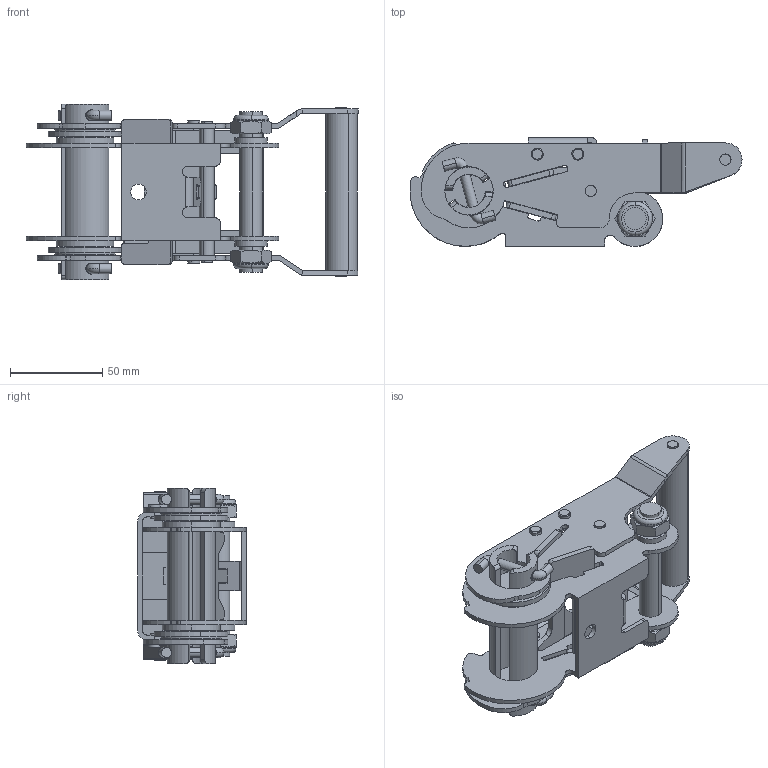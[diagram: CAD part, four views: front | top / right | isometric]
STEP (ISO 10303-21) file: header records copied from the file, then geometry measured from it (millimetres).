
FILE_DESCRIPTION (( 'STEP AP203' ), '1' );
FILE_NAME ('C-1998-1.STEP', '2012-06-04T02:11:13', ( '11sw' ), ( 'タキゲン製造株式会社' ), 'SwSTEP 2.0', 'SolidWorks 2011', '' );
FILE_SCHEMA (( 'CONFIG_CONTROL_DESIGN' ));
Length unit declared in the file: millimetre
Products named in the file (17): C-1998-1ギアー_; C-1998-1ハンドル補強シャフト_; C-1998-1リベット_; C-1998-1僌儕僢僾僔儍僼僩_; C-1998-1グリップ_; C-1998-1取巻軸固定ピン_; C-1998-1巻取軸_; C-1998-1儔僠僃僢僩_; C-1998-1ボルト_; C-1998-1僴儞僪儖R_; C-1998-1ハンドル_; C-1998-1僗僾儕儞僌僴儞僈乕_; C-1998-1本体_; C-1998-1; 六角ナットM12（3種）_JIS B 1181 Hexagon nut - Class 1 Finished M12 --N; C-1998-1僊傾嬱摦儗僶乕_; C-1998-1儚僢僔儍乕_
Assembly tree (24 placements, depth 2):
  C-1998-1
    C-1998-1リベット_  x4
    C-1998-1ボルト_
    六角ナットM12（3種）_JIS B 1181 Hexagon nut - Class 1 Finished M12 --N  x2
    C-1998-1本体_
    C-1998-1僴儞僪儖R_
    C-1998-1僌儕僢僾僔儍僼僩_
    C-1998-1僊傾嬱摦儗僶乕_
    C-1998-1儚僢僔儍乕_  x2
    C-1998-1ギアー_  x2
    C-1998-1ハンドル_
    C-1998-1取巻軸固定ピン_  x2
    C-1998-1僗僾儕儞僌僴儞僈乕_
    C-1998-1グリップ_
    C-1998-1巻取軸_  x2
    C-1998-1儔僠僃僢僩_
    C-1998-1ハンドル補強シャフト_
Bounding box: 180 x 59 x 95 mm (x, y, z)
Volume: 144186.1 mm3; surface area: 110057.2 mm2
Topology: 24 solids, 24 shells, 593 faces, 1533 edges, 1002 vertices
Faces by surface type: cylinder 315, plane 226, cone 40, torus 12
Entity records: 17680 total; most frequent: CARTESIAN_POINT 3185, DIRECTION 2744, ORIENTED_EDGE 2550, EDGE_CURVE 1275, AXIS2_PLACEMENT_3D 1023, VERTEX_POINT 840, LINE 698, VECTOR 698
